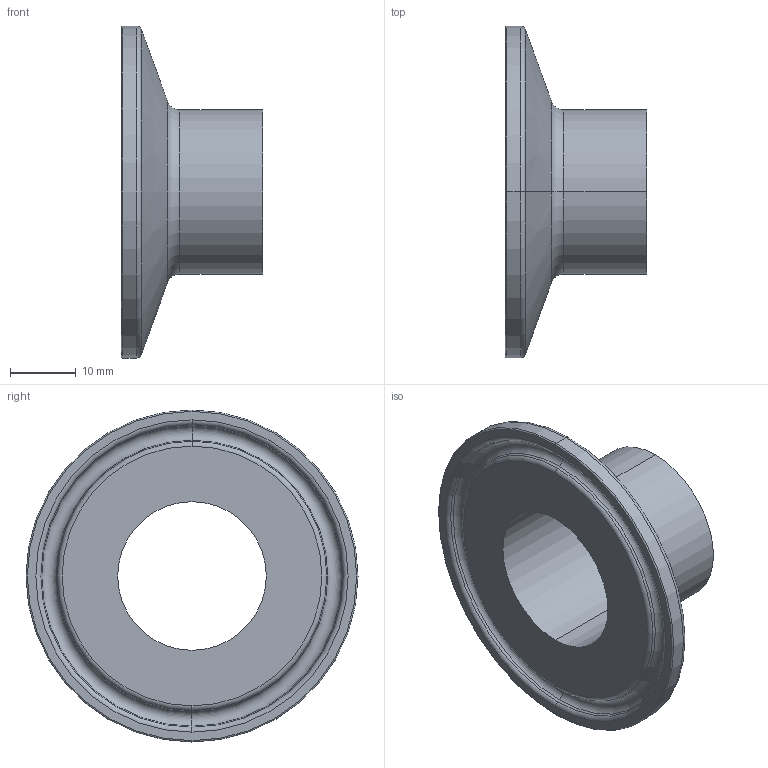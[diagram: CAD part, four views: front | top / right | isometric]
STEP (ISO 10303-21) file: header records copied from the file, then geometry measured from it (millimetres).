
FILE_DESCRIPTION (( 'STEP AP214' ), '1' );
FILE_NAME ('FR.SM8.0100.STEP', '2020-02-21T09:14:37', ( '' ), ( '' ), 'SwSTEP 2.0', 'SolidWorks 2019', '' );
FILE_SCHEMA (( 'AUTOMOTIVE_DESIGN' ));
Length unit declared in the file: millimetre
Products named in the file (1): FR.SM8.0100
Bounding box: 21.5 x 50.5 x 50.5 mm (x, y, z)
Volume: 8891.4 mm3; surface area: 6521.4 mm2
Topology: 1 solids, 1 shells, 27 faces, 54 edges, 30 vertices
Faces by surface type: torus 12, cone 6, cylinder 6, plane 3
Entity records: 744 total; most frequent: DIRECTION 152, CARTESIAN_POINT 112, ORIENTED_EDGE 108, AXIS2_PLACEMENT_3D 70, EDGE_CURVE 54, CIRCLE 42, EDGE_LOOP 30, VERTEX_POINT 30
